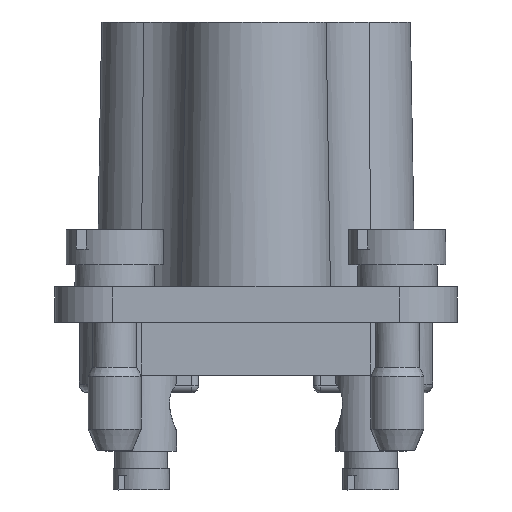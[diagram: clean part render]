
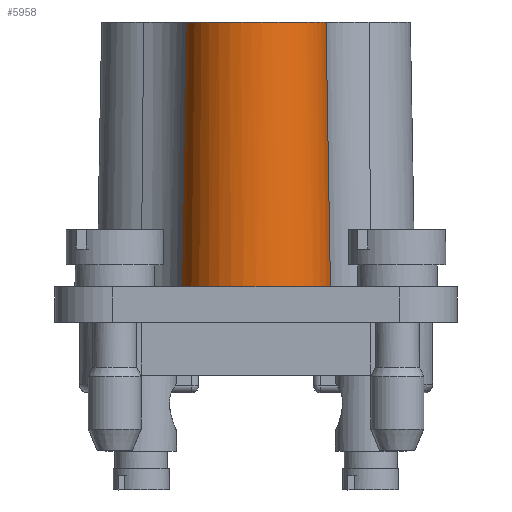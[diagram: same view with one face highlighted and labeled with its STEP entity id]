
A CAD part, left-side view. The second image highlights one B-rep face of the part: STEP entity #5958.
In plain terms, the highlighted free-form (B-spline) face has degree [2, 1] with [5, 2] control points.
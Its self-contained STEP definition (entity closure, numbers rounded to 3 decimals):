
#4854=(
BOUNDED_SURFACE()
B_SPLINE_SURFACE(2,1,((#28062,#28063),(#28064,#28065),(#28066,#28067),(#28068,
#28069),(#28070,#28071)),.UNSPECIFIED.,.F.,.F.,.F.)
B_SPLINE_SURFACE_WITH_KNOTS((3,1,1,3),(2,2),(0.,0.021,0.977,
1.),(0.,1.),.UNSPECIFIED.)
GEOMETRIC_REPRESENTATION_ITEM()
RATIONAL_B_SPLINE_SURFACE(((1.032,1.032),(1.017,
1.017),(0.228,0.228),(1.019,
1.019),(1.037,1.037)))
REPRESENTATION_ITEM('')
SURFACE()
);
#4867=(
BOUNDED_CURVE()
B_SPLINE_CURVE(2,(#28055,#28056,#28057),.UNSPECIFIED.,.F.,.F.)
B_SPLINE_CURVE_WITH_KNOTS((3,3),(0.,1.),.UNSPECIFIED.)
CURVE()
GEOMETRIC_REPRESENTATION_ITEM()
RATIONAL_B_SPLINE_CURVE((1.,0.228,1.))
REPRESENTATION_ITEM('')
);
#5326=FACE_OUTER_BOUND('',#7688,.T.);
#5958=ADVANCED_FACE('',(#5326),#4854,.T.);
#7688=EDGE_LOOP('',(#9735,#9736,#9737,#9738));
#9735=ORIENTED_EDGE('',*,*,#14695,.F.);
#9736=ORIENTED_EDGE('',*,*,#14693,.T.);
#9737=ORIENTED_EDGE('',*,*,#14696,.F.);
#9738=ORIENTED_EDGE('',*,*,#14697,.T.);
#13098=VERTEX_POINT('',#28039);
#13099=VERTEX_POINT('',#28041);
#13100=VERTEX_POINT('',#28058);
#13101=VERTEX_POINT('',#28060);
#14693=EDGE_CURVE('',#13099,#13098,#17579,.T.);
#14695=EDGE_CURVE('',#13099,#13100,#4867,.T.);
#14696=EDGE_CURVE('',#13101,#13098,#16327,.T.);
#14697=EDGE_CURVE('',#13101,#13100,#17580,.T.);
#16327=CIRCLE('',#20688,4.328);
#17579=LINE('',#28040,#18683);
#17580=LINE('',#28061,#18684);
#18683=VECTOR('',#23237,1.);
#18684=VECTOR('',#23240,1.);
#20688=AXIS2_PLACEMENT_3D('',#28059,#23238,#23239);
#23237=DIRECTION('',(-0.002,0.017,-1.));
#23238=DIRECTION('',(0.,0.,-1.));
#23239=DIRECTION('',(-0.228,-0.974,0.));
#23240=DIRECTION('',(0.005,0.017,1.));
#28039=CARTESIAN_POINT('',(-23.558,4.214,2.));
#28040=CARTESIAN_POINT('',(-23.522,3.964,16.509));
#28041=CARTESIAN_POINT('',(-23.521,3.955,17.));
#28055=CARTESIAN_POINT('',(-23.521,3.955,17.));
#28056=CARTESIAN_POINT('',(-40.424,-0.101,17.));
#28057=CARTESIAN_POINT('',(-23.476,-3.966,17.));
#28058=CARTESIAN_POINT('',(-23.476,-3.966,17.));
#28059=CARTESIAN_POINT('',(-22.572,0.,2.));
#28060=CARTESIAN_POINT('',(-23.558,-4.214,2.));
#28061=CARTESIAN_POINT('',(-23.558,-4.214,2.));
#28062=CARTESIAN_POINT('',(-23.317,-3.999,17.));
#28063=CARTESIAN_POINT('',(-23.389,-4.25,2.));
#28064=CARTESIAN_POINT('',(-23.394,-3.984,17.));
#28065=CARTESIAN_POINT('',(-23.471,-4.235,2.));
#28066=CARTESIAN_POINT('',(-40.424,-0.101,17.));
#28067=CARTESIAN_POINT('',(-41.568,0.,2.));
#28068=CARTESIAN_POINT('',(-23.429,3.977,17.));
#28069=CARTESIAN_POINT('',(-23.46,4.237,2.));
#28070=CARTESIAN_POINT('',(-23.343,3.993,17.));
#28071=CARTESIAN_POINT('',(-23.368,4.254,2.));
